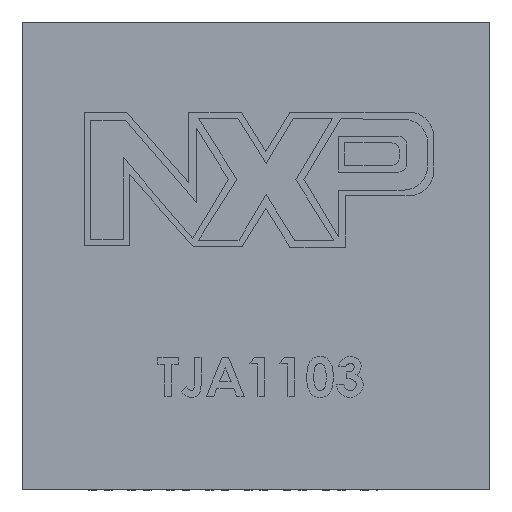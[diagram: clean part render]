
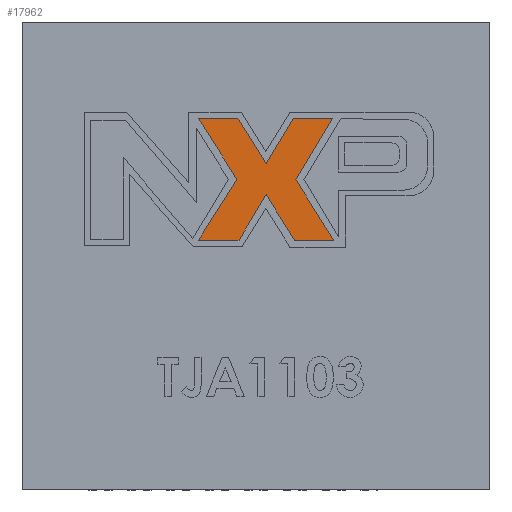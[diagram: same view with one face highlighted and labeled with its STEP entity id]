
A CAD part, top view. The second image highlights one B-rep face of the part: STEP entity #17962.
In plain terms, the highlighted planar face has unit normal (0, 0, 1).
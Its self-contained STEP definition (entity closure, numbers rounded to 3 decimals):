
#18 = CARTESIAN_POINT ( 'NONE',  ( -0.219, 0.204, 0.5 ) ) ;
#48 = LINE ( 'NONE', #17158, #4870 ) ;
#130 = CARTESIAN_POINT ( 'NONE',  ( 0.985, 1.766, 0.5 ) ) ;
#546 = DIRECTION ( 'NONE',  ( 1., 0., 0. ) ) ;
#568 = EDGE_CURVE ( 'NONE', #10246, #19337, #10173, .T. ) ;
#570 = DIRECTION ( 'NONE',  ( -1., 0., 0. ) ) ;
#909 = CARTESIAN_POINT ( 'NONE',  ( -0.739, 1.766, 0.5 ) ) ;
#1093 = DIRECTION ( 'NONE',  ( 1., 0., 0. ) ) ;
#1357 = LINE ( 'NONE', #10456, #8559 ) ;
#1427 = CARTESIAN_POINT ( 'NONE',  ( 0., 0., 0.5 ) ) ;
#1605 = LINE ( 'NONE', #7843, #11663 ) ;
#1830 = EDGE_CURVE ( 'NONE', #16409, #9694, #1605, .T. ) ;
#1831 = VECTOR ( 'NONE', #3997, 1000. ) ;
#2177 = LINE ( 'NONE', #9957, #1831 ) ;
#2289 = CARTESIAN_POINT ( 'NONE',  ( 0., 0.204, 0.5 ) ) ;
#2401 = CARTESIAN_POINT ( 'NONE',  ( -0.621, 0.391, 0.5 ) ) ;
#2776 = ORIENTED_EDGE ( 'NONE', *, *, #4804, .F. ) ;
#2938 = FACE_OUTER_BOUND ( 'NONE', #10949, .T. ) ;
#3399 = CARTESIAN_POINT ( 'NONE',  ( 0.514, 0.979, 0.5 ) ) ;
#3429 = ORIENTED_EDGE ( 'NONE', *, *, #13127, .F. ) ;
#3522 = LINE ( 'NONE', #14079, #3559 ) ;
#3559 = VECTOR ( 'NONE', #18983, 1000. ) ;
#3823 = EDGE_CURVE ( 'NONE', #6501, #10246, #11318, .T. ) ;
#3903 = DIRECTION ( 'NONE',  ( 0.53, -0.848, 0. ) ) ;
#3964 = ORIENTED_EDGE ( 'NONE', *, *, #17254, .F. ) ;
#3997 = DIRECTION ( 'NONE',  ( -1., 0., 0. ) ) ;
#4687 = EDGE_CURVE ( 'NONE', #9694, #7299, #18290, .T. ) ;
#4748 = ORIENTED_EDGE ( 'NONE', *, *, #4687, .F. ) ;
#4804 = EDGE_CURVE ( 'NONE', #19337, #17808, #13995, .T. ) ;
#4870 = VECTOR ( 'NONE', #7932, 1000. ) ;
#6231 = VECTOR ( 'NONE', #3903, 1000. ) ;
#6257 = EDGE_CURVE ( 'NONE', #12157, #16409, #14885, .T. ) ;
#6313 = AXIS2_PLACEMENT_3D ( 'NONE', #1427, #15456, #18309 ) ;
#6474 = VERTEX_POINT ( 'NONE', #16919 ) ;
#6501 = VERTEX_POINT ( 'NONE', #18 ) ;
#6627 = VECTOR ( 'NONE', #19300, 1000. ) ;
#6951 = ORIENTED_EDGE ( 'NONE', *, *, #6257, .F. ) ;
#7089 = EDGE_CURVE ( 'NONE', #10847, #6501, #1357, .T. ) ;
#7299 = VERTEX_POINT ( 'NONE', #130 ) ;
#7318 = VERTEX_POINT ( 'NONE', #3399 ) ;
#7411 = ORIENTED_EDGE ( 'NONE', *, *, #11702, .F. ) ;
#7606 = ORIENTED_EDGE ( 'NONE', *, *, #7089, .F. ) ;
#7843 = CARTESIAN_POINT ( 'NONE',  ( -0.426, 0.256, 0.5 ) ) ;
#7932 = DIRECTION ( 'NONE',  ( -0.514, -0.858, 0. ) ) ;
#8048 = CARTESIAN_POINT ( 'NONE',  ( 0.271, 0.172, 0.5 ) ) ;
#8088 = EDGE_CURVE ( 'NONE', #7299, #7318, #48, .T. ) ;
#8107 = EDGE_CURVE ( 'NONE', #7318, #6474, #3522, .T. ) ;
#8559 = VECTOR ( 'NONE', #19683, 1000. ) ;
#9007 = ORIENTED_EDGE ( 'NONE', *, *, #3823, .F. ) ;
#9194 = PLANE ( 'NONE',  #6313 ) ;
#9342 = CARTESIAN_POINT ( 'NONE',  ( 0.498, 0.199, 0.5 ) ) ;
#9694 = VERTEX_POINT ( 'NONE', #19660 ) ;
#9901 = CARTESIAN_POINT ( 'NONE',  ( -0.739, 0.204, 0.5 ) ) ;
#9957 = CARTESIAN_POINT ( 'NONE',  ( 0., 0.199, 0.5 ) ) ;
#10173 = LINE ( 'NONE', #2401, #6627 ) ;
#10246 = VERTEX_POINT ( 'NONE', #9901 ) ;
#10369 = CARTESIAN_POINT ( 'NONE',  ( 0.131, 0.787, 0.5 ) ) ;
#10438 = CARTESIAN_POINT ( 'NONE',  ( -0.232, 1.766, 0.5 ) ) ;
#10456 = CARTESIAN_POINT ( 'NONE',  ( -0.251, 0.15, 0.5 ) ) ;
#10847 = VERTEX_POINT ( 'NONE', #10369 ) ;
#10933 = ORIENTED_EDGE ( 'NONE', *, *, #568, .F. ) ;
#10949 = EDGE_LOOP ( 'NONE', ( #2776, #10933, #9007, #7606, #7411, #3429, #16629, #13587, #4748, #20190, #6951, #3964 ) ) ;
#11004 = VERTEX_POINT ( 'NONE', #9342 ) ;
#11318 = LINE ( 'NONE', #2289, #12026 ) ;
#11663 = VECTOR ( 'NONE', #14098, 1000. ) ;
#11702 = EDGE_CURVE ( 'NONE', #11004, #10847, #15936, .T. ) ;
#12026 = VECTOR ( 'NONE', #570, 1000. ) ;
#12157 = VERTEX_POINT ( 'NONE', #10438 ) ;
#12795 = VECTOR ( 'NONE', #17055, 1000. ) ;
#13127 = EDGE_CURVE ( 'NONE', #6474, #11004, #2177, .T. ) ;
#13587 = ORIENTED_EDGE ( 'NONE', *, *, #8088, .F. ) ;
#13731 = VECTOR ( 'NONE', #1093, 1000. ) ;
#13995 = LINE ( 'NONE', #8048, #18924 ) ;
#14079 = CARTESIAN_POINT ( 'NONE',  ( 0.81, 0.506, 0.5 ) ) ;
#14098 = DIRECTION ( 'NONE',  ( 0.514, 0.858, 0. ) ) ;
#14885 = LINE ( 'NONE', #16124, #6231 ) ;
#15456 = DIRECTION ( 'NONE',  ( 0., 0., 1. ) ) ;
#15936 = LINE ( 'NONE', #20116, #12795 ) ;
#16112 = LINE ( 'NONE', #17446, #19065 ) ;
#16124 = CARTESIAN_POINT ( 'NONE',  ( 0.627, 0.391, 0.5 ) ) ;
#16409 = VERTEX_POINT ( 'NONE', #16442 ) ;
#16442 = CARTESIAN_POINT ( 'NONE',  ( 0.131, 1.185, 0.5 ) ) ;
#16629 = ORIENTED_EDGE ( 'NONE', *, *, #8107, .F. ) ;
#16919 = CARTESIAN_POINT ( 'NONE',  ( 1.001, 0.199, 0.5 ) ) ;
#17055 = DIRECTION ( 'NONE',  ( -0.53, 0.848, 0. ) ) ;
#17158 = CARTESIAN_POINT ( 'NONE',  ( -0.054, 0.032, 0.5 ) ) ;
#17170 = DIRECTION ( 'NONE',  ( -0.535, 0.845, 0. ) ) ;
#17254 = EDGE_CURVE ( 'NONE', #17808, #12157, #16112, .T. ) ;
#17446 = CARTESIAN_POINT ( 'NONE',  ( 0., 1.766, 0.5 ) ) ;
#17808 = VERTEX_POINT ( 'NONE', #909 ) ;
#17962 = ADVANCED_FACE ( 'NONE', ( #2938 ), #9194, .T. ) ;
#18290 = LINE ( 'NONE', #20124, #13731 ) ;
#18309 = DIRECTION ( 'NONE',  ( 1., 0., 0. ) ) ;
#18924 = VECTOR ( 'NONE', #17170, 1000. ) ;
#18983 = DIRECTION ( 'NONE',  ( 0.53, -0.848, 0. ) ) ;
#19065 = VECTOR ( 'NONE', #546, 1000. ) ;
#19300 = DIRECTION ( 'NONE',  ( 0.533, 0.846, 0. ) ) ;
#19337 = VERTEX_POINT ( 'NONE', #19729 ) ;
#19660 = CARTESIAN_POINT ( 'NONE',  ( 0.479, 1.766, 0.5 ) ) ;
#19683 = DIRECTION ( 'NONE',  ( -0.514, -0.858, 0. ) ) ;
#19729 = CARTESIAN_POINT ( 'NONE',  ( -0.246, 0.987, 0.5 ) ) ;
#20116 = CARTESIAN_POINT ( 'NONE',  ( 0.448, 0.28, 0.5 ) ) ;
#20124 = CARTESIAN_POINT ( 'NONE',  ( 0., 1.766, 0.5 ) ) ;
#20190 = ORIENTED_EDGE ( 'NONE', *, *, #1830, .F. ) ;
